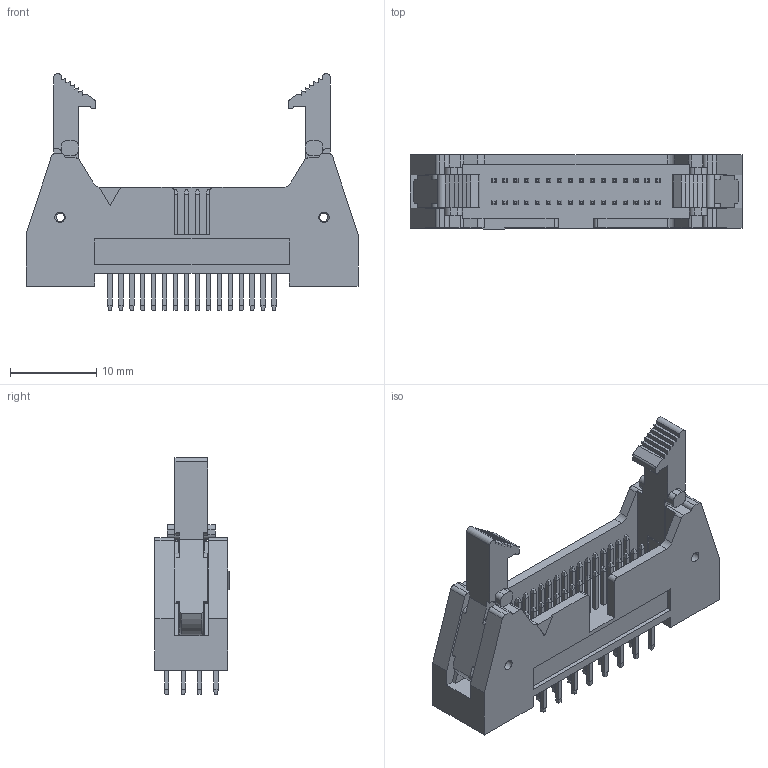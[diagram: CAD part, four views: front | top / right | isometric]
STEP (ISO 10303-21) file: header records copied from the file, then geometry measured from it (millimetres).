
FILE_DESCRIPTION(('CoCreate Modeling STEP Export'),'2;1');
FILE_NAME('HIF6-32PA-1.27DSA.stp','2010-12-03T 8:12:54',(''),(''),'CoCreate Modeling STEP processor for AP214 (Solid Model)','CoCreate Modeling 17.0 01-Apr-2010 (C) Parametric Technology GmbH','');
FILE_SCHEMA(('AUTOMOTIVE_DESIGN { 1 0 10303 214 1 1 1 1 }'));
Length unit declared in the file: millimetre
Products named in the file (1): HIF6-32PA-1.27DSA
Bounding box: 38.57 x 8.65 x 27.5 mm (x, y, z)
Volume: 2800.8 mm3; surface area: 3655 mm2
Topology: 1 solids, 1 shells, 839 faces, 2069 edges, 1288 vertices
Faces by surface type: plane 739, cylinder 88, cone 12
Entity records: 26053 total; most frequent: CARTESIAN_POINT 4150, ORIENTED_EDGE 4138, DIRECTION 3770, EDGE_CURVE 2069, VECTOR 1838, LINE 1838, VERTEX_POINT 1288, AXIS2_PLACEMENT_3D 966
